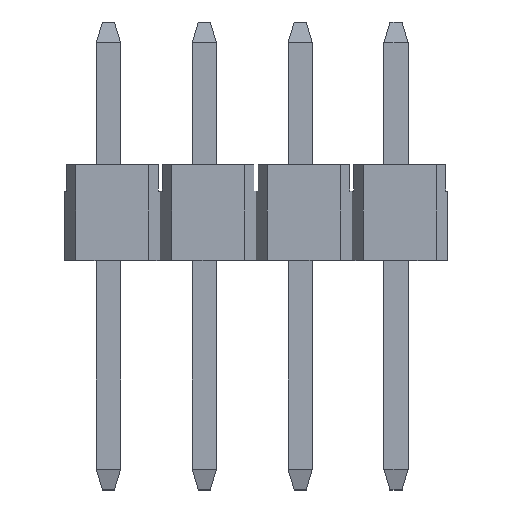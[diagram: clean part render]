
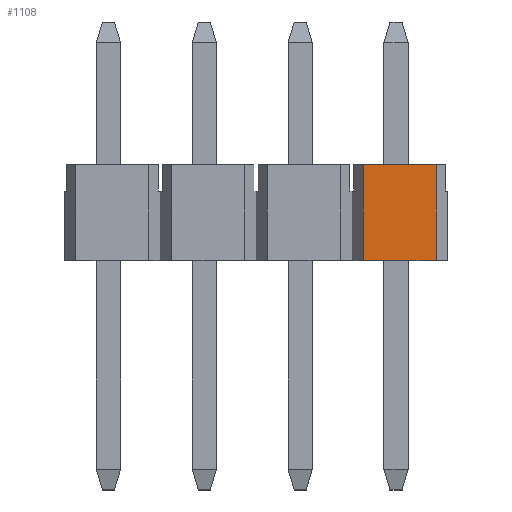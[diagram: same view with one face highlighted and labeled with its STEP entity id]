
A CAD part, top view. The second image highlights one B-rep face of the part: STEP entity #1108.
In plain terms, the highlighted planar face has unit normal (0, 0, 1).
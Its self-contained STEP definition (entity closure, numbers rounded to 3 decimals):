
#710=EDGE_CURVE('',#1268,#1052,#1948,.T.);
#858=VERTEX_POINT('',#2108);
#948=EDGE_CURVE('',#858,#1328,#2214,.T.);
#1052=VERTEX_POINT('',#2330);
#1108=ADVANCED_FACE('',(#2389),#2390,.T.);
#1268=VERTEX_POINT('',#2563);
#1328=VERTEX_POINT('',#2638);
#1612=EDGE_CURVE('',#1268,#858,#2954,.T.);
#1762=EDGE_CURVE('',#1052,#1328,#3113,.T.);
#1948=LINE('',#3334,#3335);
#2108=CARTESIAN_POINT('',(4.875,0.,1.253));
#2214=LINE('',#3714,#3715);
#2330=CARTESIAN_POINT('',(2.945,-2.54,1.253));
#2389=FACE_OUTER_BOUND('',#3972,.T.);
#2390=PLANE('',#3973);
#2563=CARTESIAN_POINT('',(2.945,0.,1.253));
#2638=CARTESIAN_POINT('',(4.875,-2.54,1.253));
#2954=LINE('',#4784,#4785);
#3113=LINE('',#5023,#5024);
#3334=CARTESIAN_POINT('',(2.945,0.,1.253));
#3335=VECTOR('',#5235,1.0);
#3714=CARTESIAN_POINT('',(4.875,0.,1.253));
#3715=VECTOR('',#5530,1.0);
#3972=EDGE_LOOP('',(#5701,#5702,#5703,#5704));
#3973=AXIS2_PLACEMENT_3D('',#5705,#5706,#5707);
#4784=CARTESIAN_POINT('',(2.945,0.,1.253));
#4785=VECTOR('',#6333,1.0);
#5023=CARTESIAN_POINT('',(2.945,-2.54,1.253));
#5024=VECTOR('',#6449,1.0);
#5235=DIRECTION('',(0.0,-1.0,0.));
#5530=DIRECTION('',(0.0,-1.0,0.));
#5701=ORIENTED_EDGE('',*,*,#1762,.T.);
#5702=ORIENTED_EDGE('',*,*,#948,.F.);
#5703=ORIENTED_EDGE('',*,*,#1612,.F.);
#5704=ORIENTED_EDGE('',*,*,#710,.T.);
#5705=CARTESIAN_POINT('',(2.945,0.,1.253));
#5706=DIRECTION('',(0.0,0.,1.0));
#5707=DIRECTION('',(-1.0,0.0,0.0));
#6333=DIRECTION('',(1.0,0.0,0.0));
#6449=DIRECTION('',(1.0,0.0,0.0));
